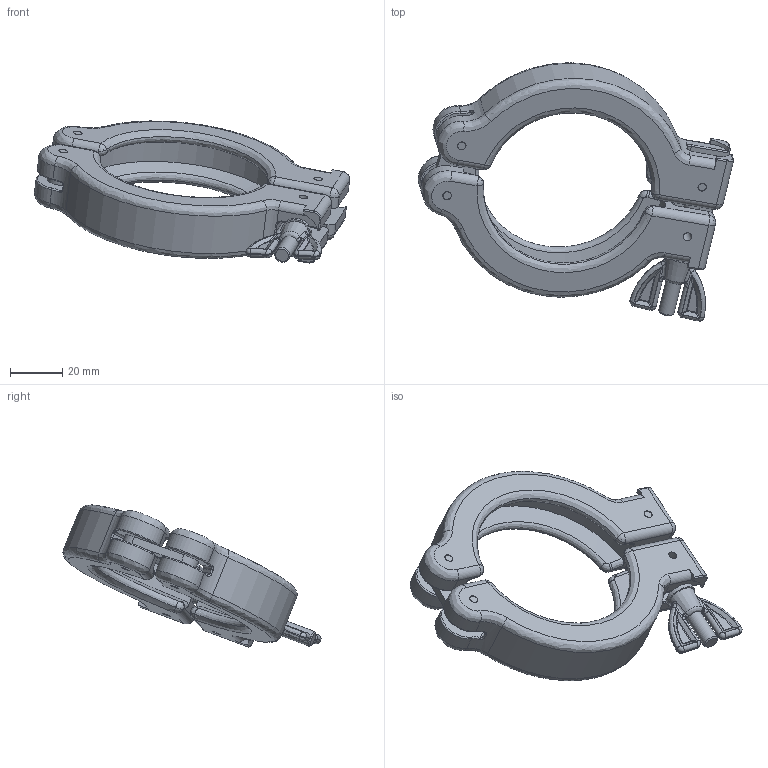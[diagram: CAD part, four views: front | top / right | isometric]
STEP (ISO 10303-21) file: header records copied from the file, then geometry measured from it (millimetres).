
FILE_DESCRIPTION (( 'STEP AP214' ), '1' );
FILE_NAME ('FULLVAC CA1KF50.STEP', '2019-03-26T14:45:11', ( '' ), ( '' ), 'SwSTEP 2.0', 'SolidWorks 2017', '' );
FILE_SCHEMA (( 'AUTOMOTIVE_DESIGN' ));
Length unit declared in the file: millimetre
Products named in the file (7): 6^FULLVAC CA1KF50; 5^FULLVAC CA1KF50; 2^FULLVAC CA1KF50; FULLVAC CA1KF50; 4^FULLVAC CA1KF50; 3^FULLVAC CA1KF50; 1^FULLVAC CA1KF50
Assembly tree (9 placements, depth 2):
  FULLVAC CA1KF50
    1^FULLVAC CA1KF50  x2
    2^FULLVAC CA1KF50
    3^FULLVAC CA1KF50
    4^FULLVAC CA1KF50
    5^FULLVAC CA1KF50
    6^FULLVAC CA1KF50  x3
Bounding box: 120.68 x 98.79 x 54.36 mm (x, y, z)
Volume: 66883.5 mm3; surface area: 29088.6 mm2
Topology: 9 solids, 9 shells, 345 faces, 873 edges, 521 vertices
Faces by surface type: bspline 144, cylinder 112, plane 74, torus 8, cone 7
Full cylindrical faces by diameter (mm): 3.1 x3, 3.3 x8, 3.5 x3, 4.917 x1, 6 x1, 6.5 x1, 12 x1
Entity records: 13408 total; most frequent: CARTESIAN_POINT 5917, ORIENTED_EDGE 1050, DIRECTION 755, EDGE_CURVE 525, VERTEX_POINT 316, AXIS2_PLACEMENT_3D 305, EDGE_LOOP 277, UNCERTAINTY_MEASURE_WITH_UNIT 259
